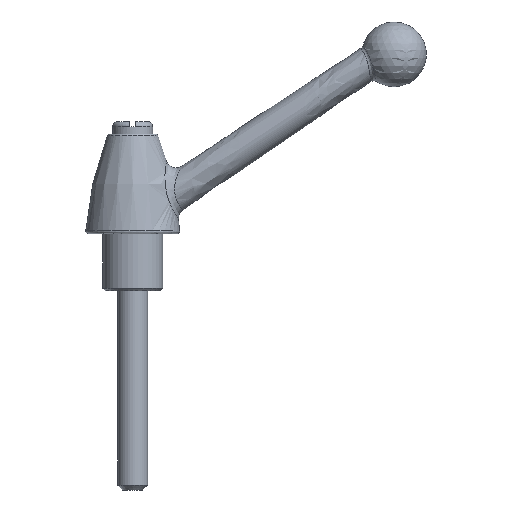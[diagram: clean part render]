
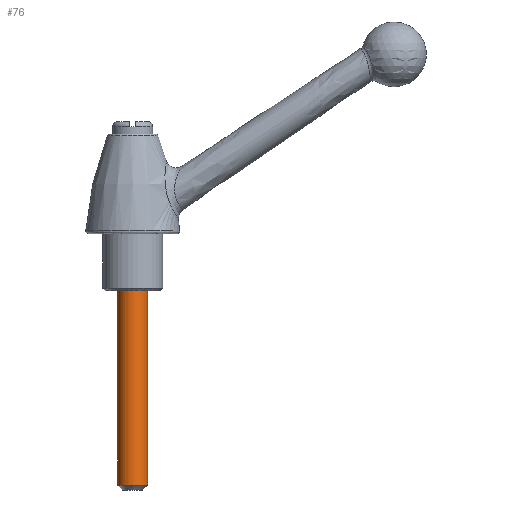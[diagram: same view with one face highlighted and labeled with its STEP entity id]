
A CAD part, front view. The second image highlights one B-rep face of the part: STEP entity #76.
In plain terms, the highlighted cylindrical face has radius 3 mm (diameter 6 mm), a full revolution.
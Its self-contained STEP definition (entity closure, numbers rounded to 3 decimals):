
#76 = ADVANCED_FACE( '', ( #166, #167 ), #168, .T. );
#166 = FACE_OUTER_BOUND( '', #2662, .T. );
#167 = FACE_OUTER_BOUND( '', #2663, .T. );
#168 = CYLINDRICAL_SURFACE( '', #2664, 3. );
#2662 = EDGE_LOOP( '', ( #4626 ) );
#2663 = EDGE_LOOP( '', ( #4627 ) );
#2664 = AXIS2_PLACEMENT_3D( '', #4628, #4629, #4630 );
#4626 = ORIENTED_EDGE( '', *, *, #4741, .T. );
#4627 = ORIENTED_EDGE( '', *, *, #4734, .T. );
#4628 = CARTESIAN_POINT( '', ( 0., 0., -51.5 ) );
#4629 = DIRECTION( '', ( 0., 0., -1. ) );
#4630 = DIRECTION( '', ( 0., -1., 0. ) );
#4734 = EDGE_CURVE( '', #4812, #4812, #4813, .F. );
#4741 = EDGE_CURVE( '', #4821, #4821, #4822, .F. );
#4812 = VERTEX_POINT( '', #6440 );
#4813 = CIRCLE( '', #6441, 3. );
#4821 = VERTEX_POINT( '', #6681 );
#4822 = CIRCLE( '', #6682, 3. );
#6440 = CARTESIAN_POINT( '', ( 0., -3., -11.5 ) );
#6441 = AXIS2_PLACEMENT_3D( '', #6974, #6975, #6976 );
#6681 = CARTESIAN_POINT( '', ( 0., 3., -50.5 ) );
#6682 = AXIS2_PLACEMENT_3D( '', #6978, #6979, #6980 );
#6974 = CARTESIAN_POINT( '', ( 0., 0., -11.5 ) );
#6975 = DIRECTION( '', ( 0., 0., 1. ) );
#6976 = DIRECTION( '', ( 0., -1., 0. ) );
#6978 = CARTESIAN_POINT( '', ( 0., 0., -50.5 ) );
#6979 = DIRECTION( '', ( 0., 0., -1. ) );
#6980 = DIRECTION( '', ( 0., 1., 0. ) );
